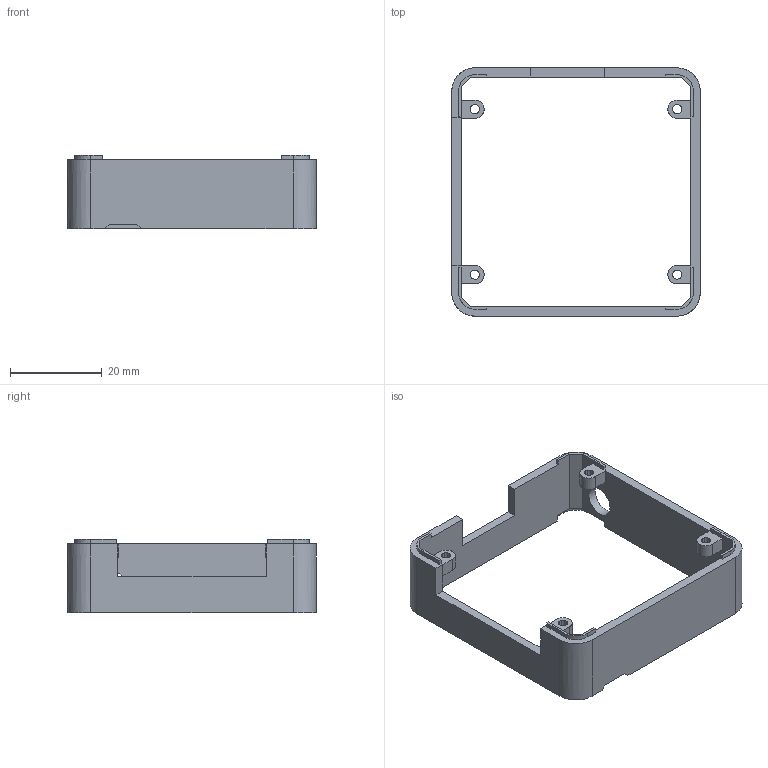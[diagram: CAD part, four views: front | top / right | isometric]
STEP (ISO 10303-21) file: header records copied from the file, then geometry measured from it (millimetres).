
FILE_DESCRIPTION(/* description */ (''),/* implementation_level */ '2;1');
FILE_NAME(/* name */ 'Outdoor Sigfox M5 Stack Case v1.step',/* time_stamp */ '2020-02-25T11:50:16+09:00',/* author */ (''),/* organization */ (''),/* preprocessor_version */ 'ST-DEVELOPER v18',/* originating_system */ 'Autodesk Translation Framework v8.12.0.6',/* authorisation */ '');
FILE_SCHEMA (('AUTOMOTIVE_DESIGN { 1 0 10303 214 3 1 1 }'));
Length unit declared in the file: millimetre
Products named in the file (1): Outdoor Sigfox M5 Stack Case
Bounding box: 54 x 54 x 16 mm (x, y, z)
Volume: 5375.3 mm3; surface area: 6615.6 mm2
Topology: 1 solids, 1 shells, 149 faces, 446 edges, 297 vertices
Faces by surface type: bspline 140, plane 8, cylinder 1
Full cylindrical faces by diameter (mm): 6.5 x1
Entity records: 7424 total; most frequent: CARTESIAN_POINT 4650, ORIENTED_EDGE 892, EDGE_CURVE 446, B_SPLINE_CURVE_WITH_KNOTS 387, VERTEX_POINT 297, EDGE_LOOP 159, FACE_OUTER_BOUND 149, ADVANCED_FACE 149
